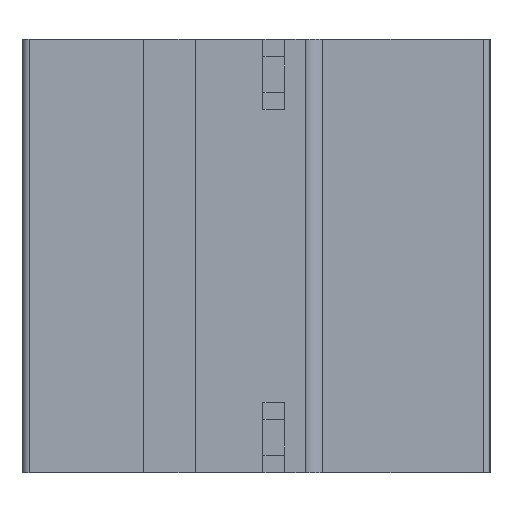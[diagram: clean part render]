
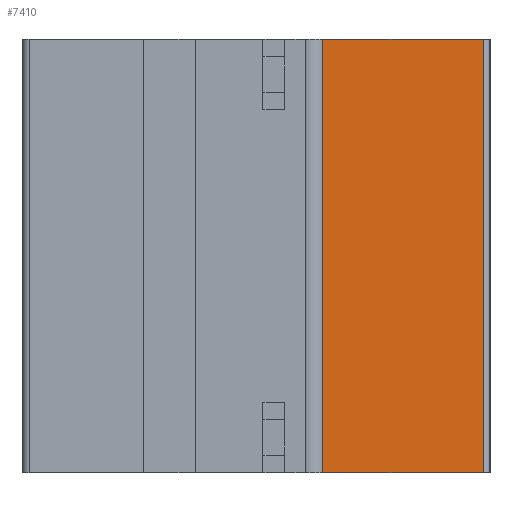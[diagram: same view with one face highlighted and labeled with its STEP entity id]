
A CAD part, front view. The second image highlights one B-rep face of the part: STEP entity #7410.
In plain terms, the highlighted planar face has unit normal (-0.005, -1, 0).
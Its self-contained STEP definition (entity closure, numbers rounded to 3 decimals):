
#18=DIRECTION('',(-1.,0.005,0.));
#19=VECTOR('',#18,9.256);
#20=CARTESIAN_POINT('',(16.61,3.502,-12.5));
#21=LINE('',#20,#19);
#668=DIRECTION('',(-1.,0.005,0.));
#669=VECTOR('',#668,9.256);
#670=CARTESIAN_POINT('',(16.61,3.502,12.5));
#671=LINE('',#670,#669);
#2688=DIRECTION('',(0.,0.,-1.));
#2689=VECTOR('',#2688,25.);
#2690=CARTESIAN_POINT('',(7.355,3.548,12.5));
#2691=LINE('',#2690,#2689);
#2692=DIRECTION('',(0.,0.,-1.));
#2693=VECTOR('',#2692,25.);
#2694=CARTESIAN_POINT('',(16.61,3.502,12.5));
#2695=LINE('',#2694,#2693);
#2851=CARTESIAN_POINT('',(16.61,3.502,-12.5));
#2853=VERTEX_POINT('',#2851);
#2854=CARTESIAN_POINT('',(16.61,3.502,12.5));
#2855=VERTEX_POINT('',#2854);
#3518=CARTESIAN_POINT('',(7.355,3.548,12.5));
#3519=CARTESIAN_POINT('',(7.355,3.548,-12.5));
#3520=VERTEX_POINT('',#3518);
#3521=VERTEX_POINT('',#3519);
#7398=CARTESIAN_POINT('',(17.,3.5,12.5));
#7399=DIRECTION('',(0.005,1.,0.));
#7400=DIRECTION('',(-1.,0.005,0.));
#7401=AXIS2_PLACEMENT_3D('',#7398,#7399,#7400);
#7402=PLANE('',#7401);
#7404=ORIENTED_EDGE('',*,*,#7403,.F.);
#7405=ORIENTED_EDGE('',*,*,#4177,.F.);
#7406=ORIENTED_EDGE('',*,*,#7391,.T.);
#7407=ORIENTED_EDGE('',*,*,#3605,.T.);
#7408=EDGE_LOOP('',(#7404,#7405,#7406,#7407));
#7409=FACE_OUTER_BOUND('',#7408,.F.);
#7410=ADVANCED_FACE('',(#7409),#7402,.F.);
#3605=EDGE_CURVE('',#2853,#3521,#21,.T.);
#4177=EDGE_CURVE('',#2855,#3520,#671,.T.);
#7391=EDGE_CURVE('',#2855,#2853,#2695,.T.);
#7403=EDGE_CURVE('',#3520,#3521,#2691,.T.);
